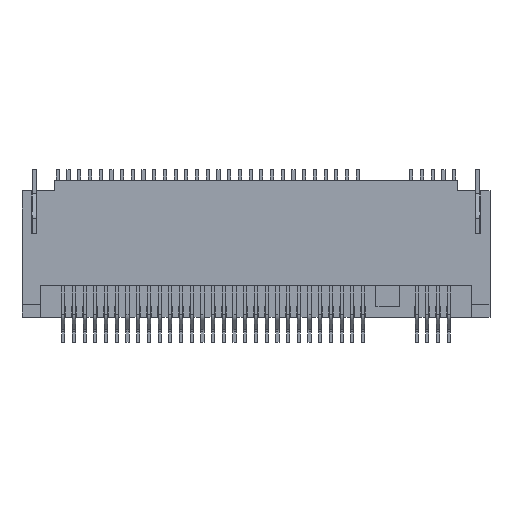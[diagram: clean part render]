
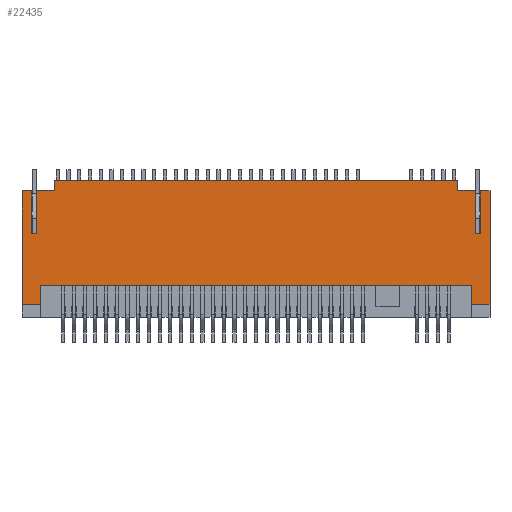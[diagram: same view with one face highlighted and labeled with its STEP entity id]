
A CAD part, top view. The second image highlights one B-rep face of the part: STEP entity #22435.
In plain terms, the highlighted planar face has unit normal (0, 0, 1).
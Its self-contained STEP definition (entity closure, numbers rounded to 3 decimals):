
#1027=FACE_OUTER_BOUND('',#2211,.T.);
#2211=EDGE_LOOP('',(#15278,#15279,#15280,#15281,#15282,#15283,#15284,#15285,
#15286,#15287,#15288,#15289,#15290,#15291,#15292,#15293,#15294,#15295,#15296,
#15297));
#3678=LINE('',#32342,#6370);
#3684=LINE('',#32356,#6376);
#3867=LINE('',#32756,#6559);
#3873=LINE('',#32769,#6565);
#3997=LINE('',#33017,#6689);
#4004=LINE('',#33029,#6696);
#4005=LINE('',#33032,#6697);
#4006=LINE('',#33034,#6698);
#4007=LINE('',#33035,#6699);
#4008=LINE('',#33037,#6700);
#4009=LINE('',#33038,#6701);
#4010=LINE('',#33040,#6702);
#4011=LINE('',#33042,#6703);
#4012=LINE('',#33044,#6704);
#4013=LINE('',#33046,#6705);
#4014=LINE('',#33047,#6706);
#4015=LINE('',#33049,#6707);
#4016=LINE('',#33051,#6708);
#4017=LINE('',#33053,#6709);
#4018=LINE('',#33054,#6710);
#6370=VECTOR('',#26248,1000.);
#6376=VECTOR('',#26256,1000.);
#6559=VECTOR('',#26523,1000.);
#6565=VECTOR('',#26531,1000.);
#6689=VECTOR('',#26731,1000.);
#6696=VECTOR('',#26740,1000.);
#6697=VECTOR('',#26743,1000.);
#6698=VECTOR('',#26744,1000.);
#6699=VECTOR('',#26745,1000.);
#6700=VECTOR('',#26746,1000.);
#6701=VECTOR('',#26747,1000.);
#6702=VECTOR('',#26748,1000.);
#6703=VECTOR('',#26749,1000.);
#6704=VECTOR('',#26750,1000.);
#6705=VECTOR('',#26751,1000.);
#6706=VECTOR('',#26752,1000.);
#6707=VECTOR('',#26753,1000.);
#6708=VECTOR('',#26754,1000.);
#6709=VECTOR('',#26755,1000.);
#6710=VECTOR('',#26756,1000.);
#8987=VERTEX_POINT('',#32328);
#8993=VERTEX_POINT('',#32340);
#8999=VERTEX_POINT('',#32353);
#9000=VERTEX_POINT('',#32355);
#9174=VERTEX_POINT('',#32753);
#9175=VERTEX_POINT('',#32755);
#9180=VERTEX_POINT('',#32766);
#9181=VERTEX_POINT('',#32768);
#9267=VERTEX_POINT('',#33016);
#9271=VERTEX_POINT('',#33027);
#9272=VERTEX_POINT('',#33031);
#9273=VERTEX_POINT('',#33033);
#9274=VERTEX_POINT('',#33036);
#9275=VERTEX_POINT('',#33039);
#9276=VERTEX_POINT('',#33041);
#9277=VERTEX_POINT('',#33043);
#9278=VERTEX_POINT('',#33045);
#9279=VERTEX_POINT('',#33048);
#9280=VERTEX_POINT('',#33050);
#9281=VERTEX_POINT('',#33052);
#11251=EDGE_CURVE('',#8993,#8987,#3678,.T.);
#11257=EDGE_CURVE('',#9000,#8999,#3684,.T.);
#11440=EDGE_CURVE('',#9174,#9175,#3867,.T.);
#11446=EDGE_CURVE('',#9180,#9181,#3873,.T.);
#11570=EDGE_CURVE('',#9267,#9175,#3997,.T.);
#11577=EDGE_CURVE('',#9180,#9271,#4004,.T.);
#11578=EDGE_CURVE('',#9181,#9272,#4005,.T.);
#11579=EDGE_CURVE('',#9273,#9271,#4006,.T.);
#11580=EDGE_CURVE('',#8987,#9273,#4007,.T.);
#11581=EDGE_CURVE('',#9274,#8993,#4008,.T.);
#11582=EDGE_CURVE('',#9267,#9274,#4009,.T.);
#11583=EDGE_CURVE('',#9275,#9174,#4010,.T.);
#11584=EDGE_CURVE('',#9276,#9275,#4011,.T.);
#11585=EDGE_CURVE('',#9277,#9276,#4012,.T.);
#11586=EDGE_CURVE('',#9278,#9277,#4013,.T.);
#11587=EDGE_CURVE('',#9000,#9278,#4014,.T.);
#11588=EDGE_CURVE('',#9279,#8999,#4015,.T.);
#11589=EDGE_CURVE('',#9280,#9279,#4016,.T.);
#11590=EDGE_CURVE('',#9281,#9280,#4017,.T.);
#11591=EDGE_CURVE('',#9272,#9281,#4018,.T.);
#15278=ORIENTED_EDGE('',*,*,#11578,.F.);
#15279=ORIENTED_EDGE('',*,*,#11446,.F.);
#15280=ORIENTED_EDGE('',*,*,#11577,.T.);
#15281=ORIENTED_EDGE('',*,*,#11579,.F.);
#15282=ORIENTED_EDGE('',*,*,#11580,.F.);
#15283=ORIENTED_EDGE('',*,*,#11251,.F.);
#15284=ORIENTED_EDGE('',*,*,#11581,.F.);
#15285=ORIENTED_EDGE('',*,*,#11582,.F.);
#15286=ORIENTED_EDGE('',*,*,#11570,.T.);
#15287=ORIENTED_EDGE('',*,*,#11440,.F.);
#15288=ORIENTED_EDGE('',*,*,#11583,.F.);
#15289=ORIENTED_EDGE('',*,*,#11584,.F.);
#15290=ORIENTED_EDGE('',*,*,#11585,.F.);
#15291=ORIENTED_EDGE('',*,*,#11586,.F.);
#15292=ORIENTED_EDGE('',*,*,#11587,.F.);
#15293=ORIENTED_EDGE('',*,*,#11257,.T.);
#15294=ORIENTED_EDGE('',*,*,#11588,.F.);
#15295=ORIENTED_EDGE('',*,*,#11589,.F.);
#15296=ORIENTED_EDGE('',*,*,#11590,.F.);
#15297=ORIENTED_EDGE('',*,*,#11591,.F.);
#20153=PLANE('',#23812);
#22435=ADVANCED_FACE('',(#1027),#20153,.T.);
#23812=AXIS2_PLACEMENT_3D('',#33030,#26741,#26742);
#26248=DIRECTION('',(-1.,0.,0.));
#26256=DIRECTION('',(-1.,0.,0.));
#26523=DIRECTION('',(1.,0.,0.));
#26531=DIRECTION('',(1.,0.,0.));
#26731=DIRECTION('',(0.,1.,0.));
#26740=DIRECTION('',(0.,-1.,0.));
#26741=DIRECTION('center_axis',(0.,0.,1.));
#26742=DIRECTION('ref_axis',(1.,0.,0.));
#26743=DIRECTION('',(0.,-1.,0.));
#26744=DIRECTION('',(-1.,0.,0.));
#26745=DIRECTION('',(0.,-1.,0.));
#26746=DIRECTION('',(0.,1.,0.));
#26747=DIRECTION('',(-1.,0.,0.));
#26748=DIRECTION('',(0.,1.,0.));
#26749=DIRECTION('',(1.,0.,0.));
#26750=DIRECTION('',(0.,-1.,0.));
#26751=DIRECTION('',(1.,0.,0.));
#26752=DIRECTION('',(0.,-1.,0.));
#26753=DIRECTION('',(0.,1.,0.));
#26754=DIRECTION('',(1.,0.,0.));
#26755=DIRECTION('',(0.,1.,0.));
#26756=DIRECTION('',(1.,0.,0.));
#32328=CARTESIAN_POINT('',(-10.075,-1.7,2.05));
#32340=CARTESIAN_POINT('',(10.075,-1.7,2.05));
#32342=CARTESIAN_POINT('',(-10.075,-1.7,2.05));
#32353=CARTESIAN_POINT('',(-9.425,3.2,2.05));
#32355=CARTESIAN_POINT('',(9.425,3.2,2.05));
#32356=CARTESIAN_POINT('',(-10.925,3.2,2.05));
#32753=CARTESIAN_POINT('',(10.475,2.7,2.05));
#32755=CARTESIAN_POINT('',(10.925,2.7,2.05));
#32756=CARTESIAN_POINT('',(10.925,2.7,2.05));
#32766=CARTESIAN_POINT('',(-10.925,2.7,2.05));
#32768=CARTESIAN_POINT('',(-10.475,2.7,2.05));
#32769=CARTESIAN_POINT('',(-10.925,2.7,2.05));
#33016=CARTESIAN_POINT('',(10.925,-2.6,2.05));
#33017=CARTESIAN_POINT('',(10.925,3.2,2.05));
#33027=CARTESIAN_POINT('',(-10.925,-2.6,2.05));
#33029=CARTESIAN_POINT('',(-10.925,3.2,2.05));
#33030=CARTESIAN_POINT('Origin',(0.,0.,2.05));
#33031=CARTESIAN_POINT('',(-10.475,0.7,2.05));
#33032=CARTESIAN_POINT('',(-10.475,0.,2.05));
#33033=CARTESIAN_POINT('',(-10.075,-2.6,2.05));
#33034=CARTESIAN_POINT('',(10.925,-2.6,2.05));
#33035=CARTESIAN_POINT('',(-10.075,-1.7,2.05));
#33036=CARTESIAN_POINT('',(10.075,-2.6,2.05));
#33037=CARTESIAN_POINT('',(10.075,-1.7,2.05));
#33038=CARTESIAN_POINT('',(10.925,-2.6,2.05));
#33039=CARTESIAN_POINT('',(10.475,0.7,2.05));
#33040=CARTESIAN_POINT('',(10.475,0.,2.05));
#33041=CARTESIAN_POINT('',(10.225,0.7,2.05));
#33042=CARTESIAN_POINT('',(0.,0.7,2.05));
#33043=CARTESIAN_POINT('',(10.225,2.7,2.05));
#33044=CARTESIAN_POINT('',(10.225,0.,2.05));
#33045=CARTESIAN_POINT('',(9.425,2.7,2.05));
#33046=CARTESIAN_POINT('',(10.925,2.7,2.05));
#33047=CARTESIAN_POINT('',(9.425,2.7,2.05));
#33048=CARTESIAN_POINT('',(-9.425,2.7,2.05));
#33049=CARTESIAN_POINT('',(-9.425,2.7,2.05));
#33050=CARTESIAN_POINT('',(-10.225,2.7,2.05));
#33051=CARTESIAN_POINT('',(-10.925,2.7,2.05));
#33052=CARTESIAN_POINT('',(-10.225,0.7,2.05));
#33053=CARTESIAN_POINT('',(-10.225,0.,2.05));
#33054=CARTESIAN_POINT('',(0.,0.7,2.05));
